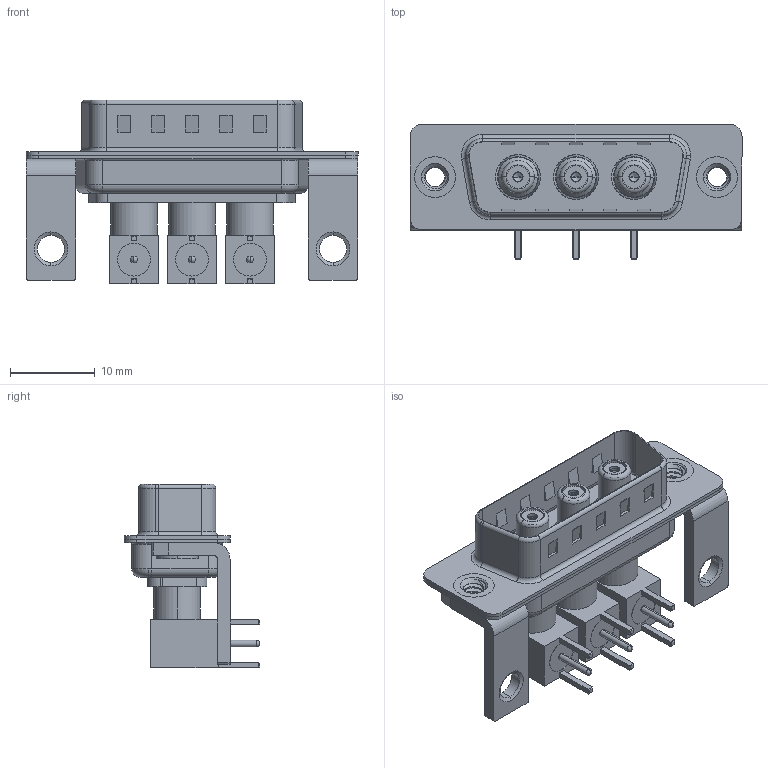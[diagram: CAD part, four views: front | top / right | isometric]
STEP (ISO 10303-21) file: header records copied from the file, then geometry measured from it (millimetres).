
FILE_DESCRIPTION (( 'STEP AP203' ), '1' );
FILE_NAME ('629-3W3-640-7T4.STEP', '2022-05-05T06:28:54', ( '' ), ( '' ), 'SwSTEP 2.0', 'SolidWorks 2020', '' );
FILE_SCHEMA (( 'CONFIG_CONTROL_DESIGN' ));
Length unit declared in the file: millimetre
Products named in the file (16): 629-3W3-640-7T4; Insulator RA Pin; 629Combo Stabilizer Bracket; 629Combo Housing_3W3; RA Back Shell; Co-Ax Jack Assy_RA; 629Combo Shell Front_15 Contacts; 629Combo Shell Rear_15 Contacts; Insulator Socket 2; Socket_RA; 629Combo Threaded Rivet_3; Locking Collar; Co-Ax Jack_RA PC Tail; Insulator Socket
Assembly tree (31 placements, depth 3):
  629-3W3-640-7T4
    629Combo Housing_3W3
    629Combo Shell Rear_15 Contacts
    629Combo Shell Front_15 Contacts
    629Combo Threaded Rivet_3  x2
    629Combo Stabilizer Bracket  x2
    Co-Ax Jack Assy_RA
      Co-Ax Jack_RA PC Tail
      Insulator Socket
      Insulator Socket 2
      Locking Collar
      Socket_RA
      RA Back Shell
      Insulator RA Pin
    Co-Ax Jack Assy_RA
      Co-Ax Jack_RA PC Tail
      Insulator Socket
      Insulator Socket 2
      Locking Collar
      Socket_RA
      RA Back Shell
      Insulator RA Pin
    Co-Ax Jack Assy_RA
      Co-Ax Jack_RA PC Tail
      Insulator Socket
      Insulator Socket 2
      Locking Collar
      Socket_RA
      RA Back Shell
      Insulator RA Pin
Bounding box: 39.2 x 16 x 21.71 mm (x, y, z)
Volume: 2964.5 mm3; surface area: 8109.6 mm2
Topology: 28 solids, 28 shells, 836 faces, 1998 edges, 1247 vertices
Faces by surface type: cylinder 352, plane 330, cone 71, torus 68, bspline 9, sphere 6
Entity records: 18165 total; most frequent: CARTESIAN_POINT 4121, DIRECTION 2654, ORIENTED_EDGE 2372, EDGE_CURVE 1186, AXIS2_PLACEMENT_3D 1005, VERTEX_POINT 748, LINE 644, VECTOR 644
